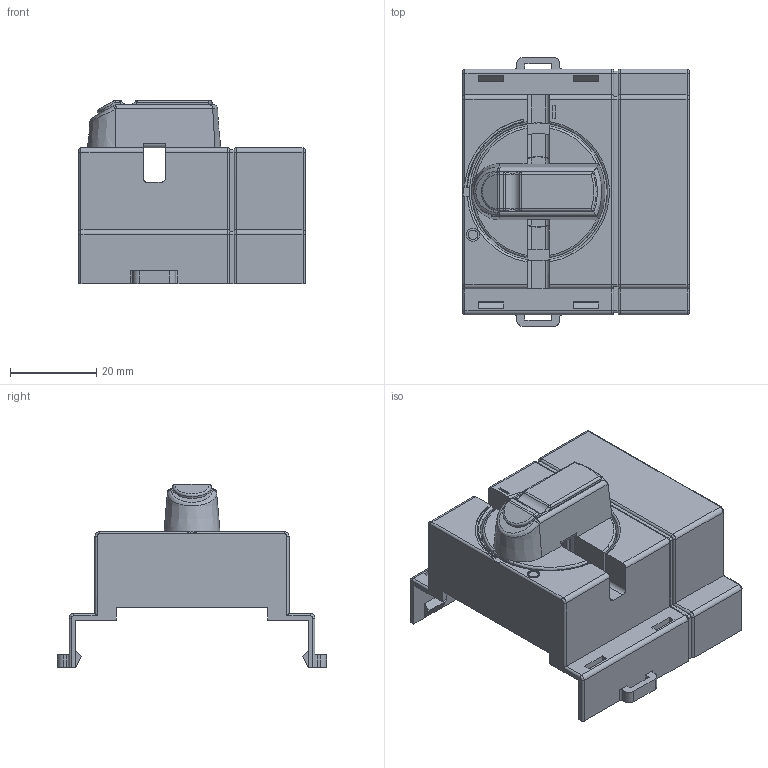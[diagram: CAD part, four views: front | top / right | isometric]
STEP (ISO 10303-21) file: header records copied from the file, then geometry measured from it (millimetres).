
FILE_DESCRIPTION((''),'2;1');
FILE_NAME('OHBS8_SW0002','2024-08-05T12:34:08',('FIANLEH10'),(''),'CREO PARAMETRIC BY PTC INC, 2022364','CREO PARAMETRIC BY PTC INC, 2022364','');
FILE_SCHEMA(('AUTOMOTIVE_DESIGN { 1 0 10303 214 1 1 1 1 }'));
Length unit declared in the file: millimetre
Products named in the file (1): OHBS8_SW0002
Bounding box: 52.5 x 62.4 x 42.5 mm (x, y, z)
Volume: 43918.7 mm3; surface area: 17267.5 mm2
Topology: 1 solids, 1 shells, 300 faces, 816 edges, 511 vertices
Faces by surface type: plane 153, cylinder 106, bspline 22, torus 13, sphere 4, cone 2
Entity records: 14286 total; most frequent: CARTESIAN_POINT 3086, ORIENTED_EDGE 1632, DIRECTION 1567, EDGE_CURVE 816, AXIS2_PLACEMENT_3D 526, VECTOR 512, LINE 512, VERTEX_POINT 511
